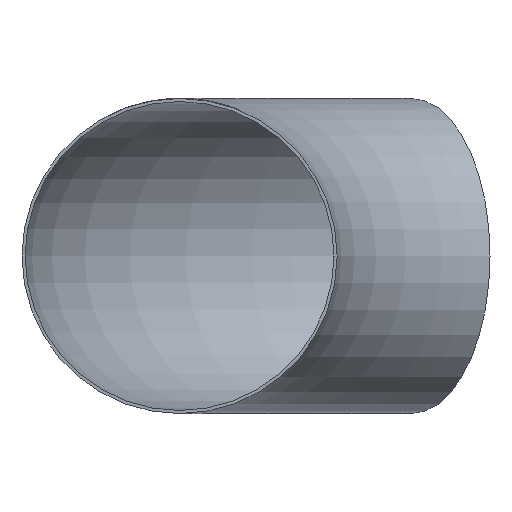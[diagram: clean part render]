
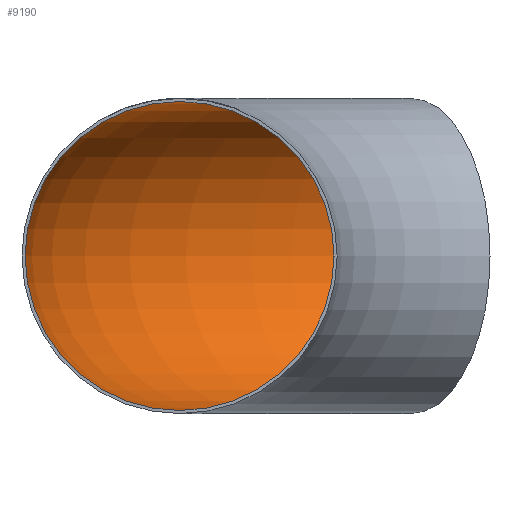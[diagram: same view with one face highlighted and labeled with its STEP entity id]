
A CAD part, front view. The second image highlights one B-rep face of the part: STEP entity #9190.
In plain terms, the highlighted toroidal (fillet/blend) face has major radius 450 mm and minor radius 150 mm.
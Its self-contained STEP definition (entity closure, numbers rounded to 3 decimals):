
#666 = ORIENTED_EDGE ( 'NONE', *, *, #13280, .F. ) ;
#1178 = CARTESIAN_POINT ( 'NONE',  ( -450., 0., 0. ) ) ;
#1215 = AXIS2_PLACEMENT_3D ( 'NONE', #1178, #26984, #11230 ) ;
#1930 = AXIS2_PLACEMENT_3D ( 'NONE', #7750, #26435, #23094 ) ;
#6065 = AXIS2_PLACEMENT_3D ( 'NONE', #40104, #11398, #23806 ) ;
#6314 = EDGE_CURVE ( 'NONE', #16462, #16462, #20040, .T. ) ;
#7750 = CARTESIAN_POINT ( 'NONE',  ( -225., 389.711, 0. ) ) ;
#9190 = ADVANCED_FACE ( 'NONE', ( #20651, #10791 ), #38211, .F. ) ;
#10791 = FACE_OUTER_BOUND ( 'NONE', #35012, .T. ) ;
#11230 = DIRECTION ( 'NONE',  ( 0., 0., 1. ) ) ;
#11398 = DIRECTION ( 'NONE',  ( 0., 0., -1. ) ) ;
#13280 = EDGE_CURVE ( 'NONE', #22340, #22340, #13972, .T. ) ;
#13972 = CIRCLE ( 'NONE', #1215, 150. ) ;
#16462 = VERTEX_POINT ( 'NONE', #29451 ) ;
#20040 = CIRCLE ( 'NONE', #1930, 150. ) ;
#20651 = FACE_OUTER_BOUND ( 'NONE', #35744, .T. ) ;
#22340 = VERTEX_POINT ( 'NONE', #35107 ) ;
#23094 = DIRECTION ( 'NONE',  ( -0.5, 0.866, 0. ) ) ;
#23806 = DIRECTION ( 'NONE',  ( -1., 0., 0. ) ) ;
#26435 = DIRECTION ( 'NONE',  ( 0.866, 0.5, 0. ) ) ;
#26984 = DIRECTION ( 'NONE',  ( 0., 1., 0. ) ) ;
#29451 = CARTESIAN_POINT ( 'NONE',  ( -300., 519.615, 0. ) ) ;
#35012 = EDGE_LOOP ( 'NONE', ( #666 ) ) ;
#35107 = CARTESIAN_POINT ( 'NONE',  ( -450., 0., 150. ) ) ;
#35744 = EDGE_LOOP ( 'NONE', ( #36114 ) ) ;
#36114 = ORIENTED_EDGE ( 'NONE', *, *, #6314, .T. ) ;
#38211 = TOROIDAL_SURFACE ( 'NONE', #6065, 450., 150. ) ;
#40104 = CARTESIAN_POINT ( 'NONE',  ( 0., 0., 0. ) ) ;
